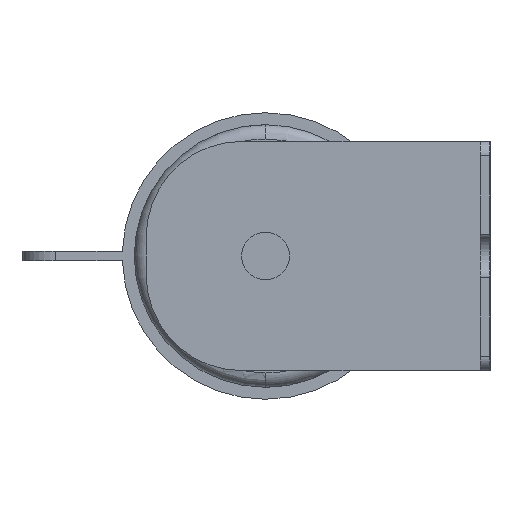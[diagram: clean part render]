
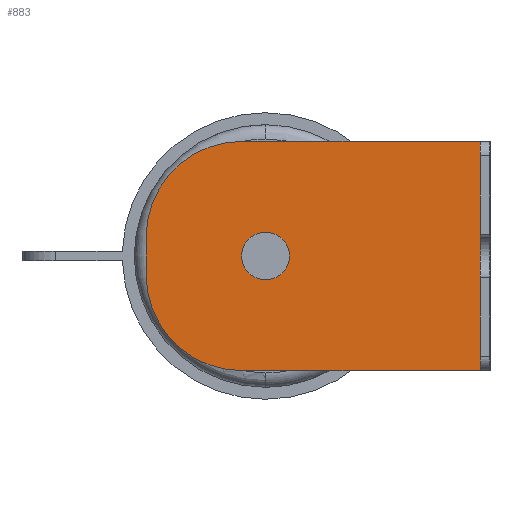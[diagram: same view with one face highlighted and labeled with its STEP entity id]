
A CAD part, left-side view. The second image highlights one B-rep face of the part: STEP entity #883.
In plain terms, the highlighted planar face has unit normal (-1, 0, 0).
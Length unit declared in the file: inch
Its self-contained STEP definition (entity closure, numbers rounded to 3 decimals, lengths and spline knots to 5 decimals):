
#39 = DIRECTION ( 'NONE',  ( 1., 0., 0. ) ) ;
#94 = FACE_BOUND ( 'NONE', #928, .T. ) ;
#150 = ORIENTED_EDGE ( 'NONE', *, *, #2257, .F. ) ;
#168 = CIRCLE ( 'NONE', #1768, 0.19685 ) ;
#190 = VECTOR ( 'NONE', #278, 39.37008 ) ;
#267 = EDGE_CURVE ( 'NONE', #1138, #1407, #168, .T. ) ;
#278 = DIRECTION ( 'NONE',  ( 0., -1., 0. ) ) ;
#325 = ORIENTED_EDGE ( 'NONE', *, *, #1639, .F. ) ;
#340 = PLANE ( 'NONE',  #488 ) ;
#384 = CARTESIAN_POINT ( 'NONE',  ( -6.9685, 1.85039, -0.19685 ) ) ;
#468 = CIRCLE ( 'NONE', #1434, 0.7874 ) ;
#488 = AXIS2_PLACEMENT_3D ( 'NONE', #2705, #527, #2265 ) ;
#527 = DIRECTION ( 'NONE',  ( -1., 0., 0. ) ) ;
#530 = ORIENTED_EDGE ( 'NONE', *, *, #2488, .T. ) ;
#561 = DIRECTION ( 'NONE',  ( 1., 0., 0. ) ) ;
#681 = VERTEX_POINT ( 'NONE', #2226 ) ;
#712 = AXIS2_PLACEMENT_3D ( 'NONE', #1020, #2100, #813 ) ;
#813 = DIRECTION ( 'NONE',  ( 0., 0., 1. ) ) ;
#822 = LINE ( 'NONE', #2732, #1868 ) ;
#861 = EDGE_CURVE ( 'NONE', #1518, #2051, #2275, .T. ) ;
#883 = ADVANCED_FACE ( 'NONE', ( #1432, #94 ), #340, .T. ) ;
#928 = EDGE_LOOP ( 'NONE', ( #1693, #2637 ) ) ;
#930 = CARTESIAN_POINT ( 'NONE',  ( -6.9685, 0., 0.94488 ) ) ;
#1020 = CARTESIAN_POINT ( 'NONE',  ( -6.9685, 1.85039, 0. ) ) ;
#1089 = LINE ( 'NONE', #930, #190 ) ;
#1107 = CARTESIAN_POINT ( 'NONE',  ( -6.9685, 0.07874, -0.94488 ) ) ;
#1124 = CARTESIAN_POINT ( 'NONE',  ( -6.9685, 2.04724, -0.94488 ) ) ;
#1133 = VECTOR ( 'NONE', #2052, 39.37008 ) ;
#1138 = VERTEX_POINT ( 'NONE', #2786 ) ;
#1157 = CARTESIAN_POINT ( 'NONE',  ( -6.9685, 1.85039, 0. ) ) ;
#1158 = VERTEX_POINT ( 'NONE', #2657 ) ;
#1219 = AXIS2_PLACEMENT_3D ( 'NONE', #1666, #561, #1654 ) ;
#1259 = CARTESIAN_POINT ( 'NONE',  ( -6.9685, 0.07874, 0.94488 ) ) ;
#1405 = EDGE_CURVE ( 'NONE', #1407, #1138, #2538, .T. ) ;
#1407 = VERTEX_POINT ( 'NONE', #384 ) ;
#1432 = FACE_OUTER_BOUND ( 'NONE', #2717, .T. ) ;
#1434 = AXIS2_PLACEMENT_3D ( 'NONE', #2629, #39, #1573 ) ;
#1518 = VERTEX_POINT ( 'NONE', #1107 ) ;
#1534 = CIRCLE ( 'NONE', #1219, 0.7874 ) ;
#1573 = DIRECTION ( 'NONE',  ( 0., 0., -1. ) ) ;
#1639 = EDGE_CURVE ( 'NONE', #1710, #2579, #1089, .T. ) ;
#1654 = DIRECTION ( 'NONE',  ( 0., 0., 1. ) ) ;
#1666 = CARTESIAN_POINT ( 'NONE',  ( -6.9685, 2.04724, -0.15748 ) ) ;
#1669 = LINE ( 'NONE', #2290, #2470 ) ;
#1693 = ORIENTED_EDGE ( 'NONE', *, *, #267, .T. ) ;
#1710 = VERTEX_POINT ( 'NONE', #2608 ) ;
#1768 = AXIS2_PLACEMENT_3D ( 'NONE', #1157, #2233, #2664 ) ;
#1832 = EDGE_CURVE ( 'NONE', #681, #1158, #822, .T. ) ;
#1850 = DIRECTION ( 'NONE',  ( 0., 0., 1. ) ) ;
#1852 = EDGE_CURVE ( 'NONE', #2051, #681, #1534, .T. ) ;
#1868 = VECTOR ( 'NONE', #2523, 39.37008 ) ;
#2051 = VERTEX_POINT ( 'NONE', #1124 ) ;
#2052 = DIRECTION ( 'NONE',  ( 0., 1., 0. ) ) ;
#2100 = DIRECTION ( 'NONE',  ( 1., 0., 0. ) ) ;
#2226 = CARTESIAN_POINT ( 'NONE',  ( -6.9685, 2.83465, -0.15748 ) ) ;
#2233 = DIRECTION ( 'NONE',  ( 1., 0., 0. ) ) ;
#2257 = EDGE_CURVE ( 'NONE', #1158, #1710, #468, .T. ) ;
#2265 = DIRECTION ( 'NONE',  ( 0., 0., 1. ) ) ;
#2275 = LINE ( 'NONE', #2286, #1133 ) ;
#2286 = CARTESIAN_POINT ( 'NONE',  ( -6.9685, 0., -0.94488 ) ) ;
#2287 = ORIENTED_EDGE ( 'NONE', *, *, #1832, .F. ) ;
#2290 = CARTESIAN_POINT ( 'NONE',  ( -6.9685, 0.07874, -0.94488 ) ) ;
#2312 = ORIENTED_EDGE ( 'NONE', *, *, #1852, .F. ) ;
#2470 = VECTOR ( 'NONE', #1850, 39.37008 ) ;
#2488 = EDGE_CURVE ( 'NONE', #1518, #2579, #1669, .T. ) ;
#2523 = DIRECTION ( 'NONE',  ( 0., 0., 1. ) ) ;
#2538 = CIRCLE ( 'NONE', #712, 0.19685 ) ;
#2579 = VERTEX_POINT ( 'NONE', #1259 ) ;
#2608 = CARTESIAN_POINT ( 'NONE',  ( -6.9685, 2.04724, 0.94488 ) ) ;
#2629 = CARTESIAN_POINT ( 'NONE',  ( -6.9685, 2.04724, 0.15748 ) ) ;
#2637 = ORIENTED_EDGE ( 'NONE', *, *, #1405, .T. ) ;
#2657 = CARTESIAN_POINT ( 'NONE',  ( -6.9685, 2.83465, 0.15748 ) ) ;
#2664 = DIRECTION ( 'NONE',  ( 0., 0., 1. ) ) ;
#2680 = ORIENTED_EDGE ( 'NONE', *, *, #861, .F. ) ;
#2705 = CARTESIAN_POINT ( 'NONE',  ( -6.9685, 0.07874, -0.94488 ) ) ;
#2717 = EDGE_LOOP ( 'NONE', ( #2680, #530, #325, #150, #2287, #2312 ) ) ;
#2732 = CARTESIAN_POINT ( 'NONE',  ( -6.9685, 2.83465, 0. ) ) ;
#2786 = CARTESIAN_POINT ( 'NONE',  ( -6.9685, 1.85039, 0.19685 ) ) ;
